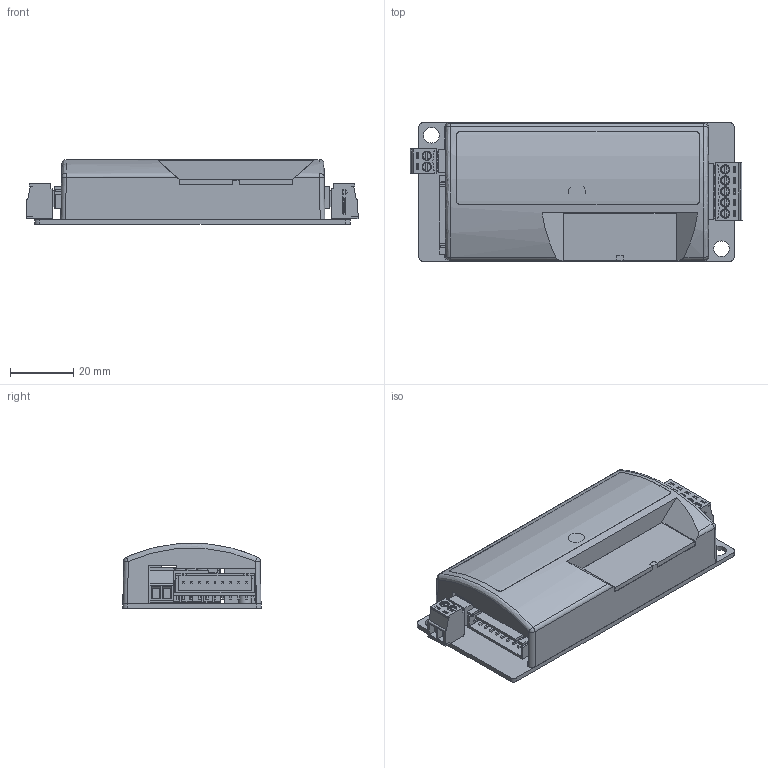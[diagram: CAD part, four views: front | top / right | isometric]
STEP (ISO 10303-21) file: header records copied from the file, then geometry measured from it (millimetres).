
FILE_DESCRIPTION(/* description */ (''),/* implementation_level */ '2;1');
FILE_NAME(/* name */ 'E-Qube v4.step',/* time_stamp */ '2022-09-02T15:32:17-04:00',/* author */ (''),/* organization */ (''),/* preprocessor_version */ 'ST-DEVELOPER v19',/* originating_system */ 'Autodesk Translation Framework v11.7.0.108',/* authorisation */ '');
FILE_SCHEMA (('AUTOMOTIVE_DESIGN { 1 0 10303 214 3 1 1 }'));
Length unit declared in the file: millimetre
Products named in the file (11): E-Qube; E-Qube Overlay; E-Qube Family; E-Qube Heat Sink; E-Qube PCB; E-QUBE PCB_1; 15EDGK-3.5-02P-14-00A(H); 15EDGK-3.5-05P-14-00A(H); E-Qube PCB Screw; E-Qube Top; E-Qube Lid
Assembly tree (13 placements, depth 4):
  E-Qube
    E-Qube Overlay
    E-Qube Family
      E-Qube Heat Sink
      E-Qube PCB
        E-QUBE PCB_1
        15EDGK-3.5-02P-14-00A(H)
        15EDGK-3.5-05P-14-00A(H)
      E-Qube PCB Screw  x4
      E-Qube Top
      E-Qube Lid
Bounding box: 105.25 x 44 x 20.59 mm (x, y, z)
Volume: 26645.4 mm3; surface area: 43021.8 mm2
Topology: 22 solids, 28 shells, 3490 faces, 9229 edges, 6016 vertices
Faces by surface type: plane 2776, cylinder 510, bspline 116, torus 36, sphere 29, cone 23
Full cylindrical faces by diameter (mm): 0.15 x3, 0.305 x10, 0.5 x31, 0.6 x8, 0.7 x4, 0.762 x6, 0.8 x6, 1 x9, 1.1 x7, 1.5 x2, 1.8 x6, 2 x7, 2.35 x36, 2.87 x3, 2.95 x14, 3 x40, 3.1 x4, 4 x4, 5 x2, 6 x4
Entity records: 111879 total; most frequent: CARTESIAN_POINT 27032, ORIENTED_EDGE 17570, DIRECTION 15957, EDGE_CURVE 8785, LINE 7473, VECTOR 7473, VERTEX_POINT 5734, AXIS2_PLACEMENT_3D 4242
